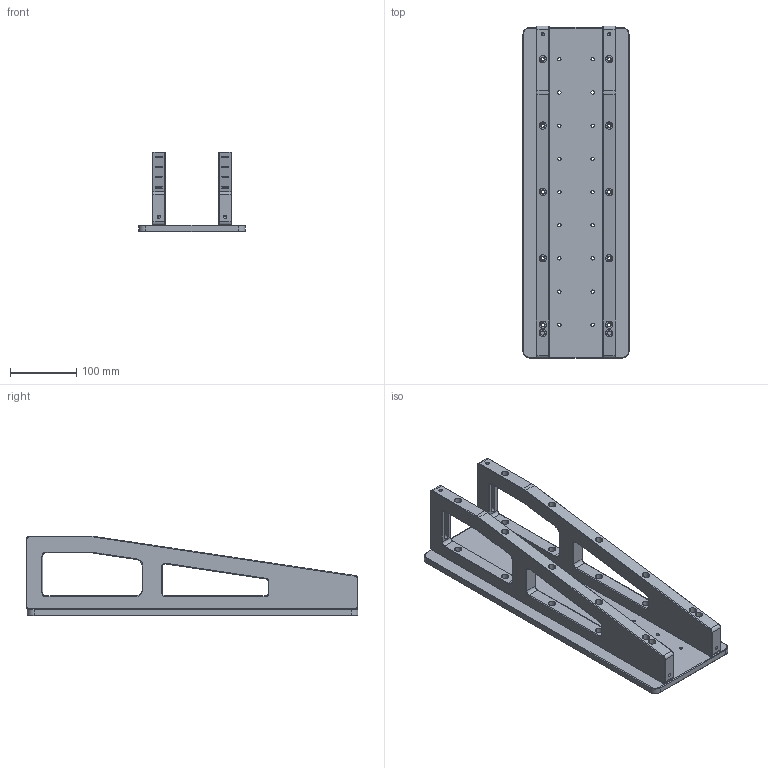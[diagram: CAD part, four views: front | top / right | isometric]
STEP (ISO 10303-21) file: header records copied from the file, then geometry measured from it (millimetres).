
FILE_DESCRIPTION (( 'STEP AP203' ), '1' );
FILE_NAME ('OMLB系列组合型转接板 OMLB03B.STEP', '2021-05-20T09:17:12', ( 'Microsoft' ), ( 'Microsoft' ), 'SwSTEP 2.0', 'SolidWorks 2018', '' );
FILE_SCHEMA (( 'CONFIG_CONTROL_DESIGN' ));
Length unit declared in the file: millimetre
Products named in the file (3): OMLB03B-02 價啣3; OMLB03B-01 澀啣3; OMLB系列组合型转接板 OMLB03B
Assembly tree (3 placements, depth 2):
  OMLB系列组合型转接板 OMLB03B
    OMLB03B-02 價啣3
    OMLB03B-01 澀啣3  x2
Bounding box: 160 x 500 x 120 mm (x, y, z)
Volume: 1827531.4 mm3; surface area: 384829.9 mm2
Topology: 3 solids, 3 shells, 716 faces, 1826 edges, 1160 vertices
Faces by surface type: cylinder 254, plane 252, bspline 130, torus 64, cone 16
Entity records: 17660 total; most frequent: CARTESIAN_POINT 7450, ORIENTED_EDGE 2082, DIRECTION 1945, EDGE_CURVE 1041, AXIS2_PLACEMENT_3D 705, VERTEX_POINT 668, EDGE_LOOP 535, LINE 535
